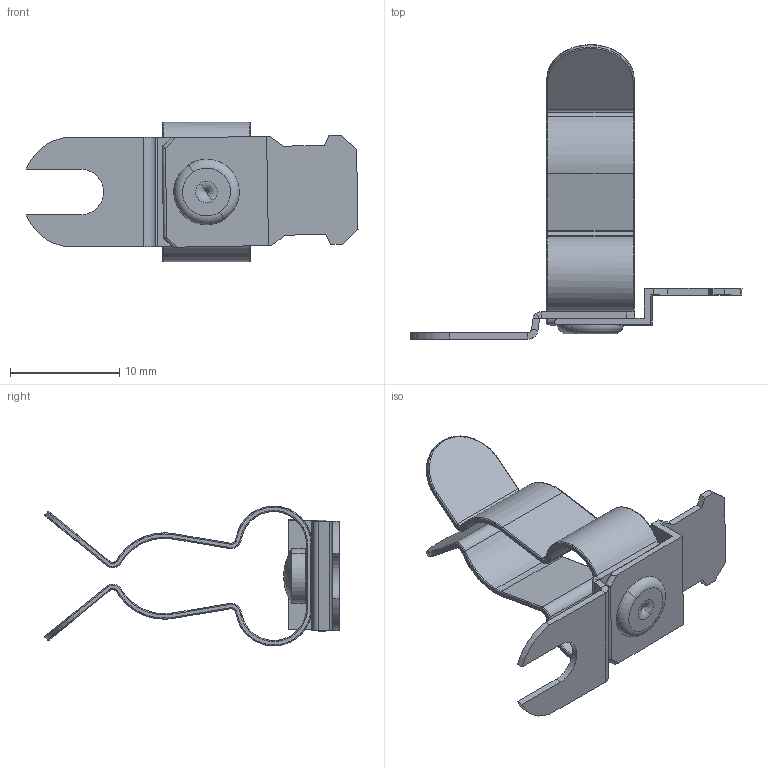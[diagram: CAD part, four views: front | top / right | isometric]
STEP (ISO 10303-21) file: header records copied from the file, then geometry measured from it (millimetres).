
FILE_DESCRIPTION (( 'STEP AP214' ), '1' );
FILE_NAME ('1022-525.STEP', '2024-03-20T10:07:47', ( '' ), ( '' ), 'SwSTEP 2.0', 'SolidWorks 2022', '' );
FILE_SCHEMA (( 'AUTOMOTIVE_DESIGN' ));
Length unit declared in the file: millimetre
Products named in the file (5): 1022-062.Kunde; 1022-052 .; 1010-005.; 1022-525; 3x1,5_1,8mm Blechstärke
Assembly tree (4 placements, depth 2):
  1022-525
    1022-062.Kunde
    1022-052 .
    3x1,5_1,8mm Blechstärke
    1010-005.
Bounding box: 30.4 x 26.96 x 12.8 mm (x, y, z)
Volume: 534.9 mm3; surface area: 2045.4 mm2
Topology: 4 solids, 4 shells, 305 faces, 761 edges, 473 vertices
Faces by surface type: plane 134, cylinder 82, bspline 80, sphere 5, torus 4
Entity records: 13421 total; most frequent: CARTESIAN_POINT 4801, ORIENTED_EDGE 1514, DIRECTION 1325, EDGE_CURVE 757, VERTEX_POINT 473, AXIS2_PLACEMENT_3D 445, LINE 435, VECTOR 435
